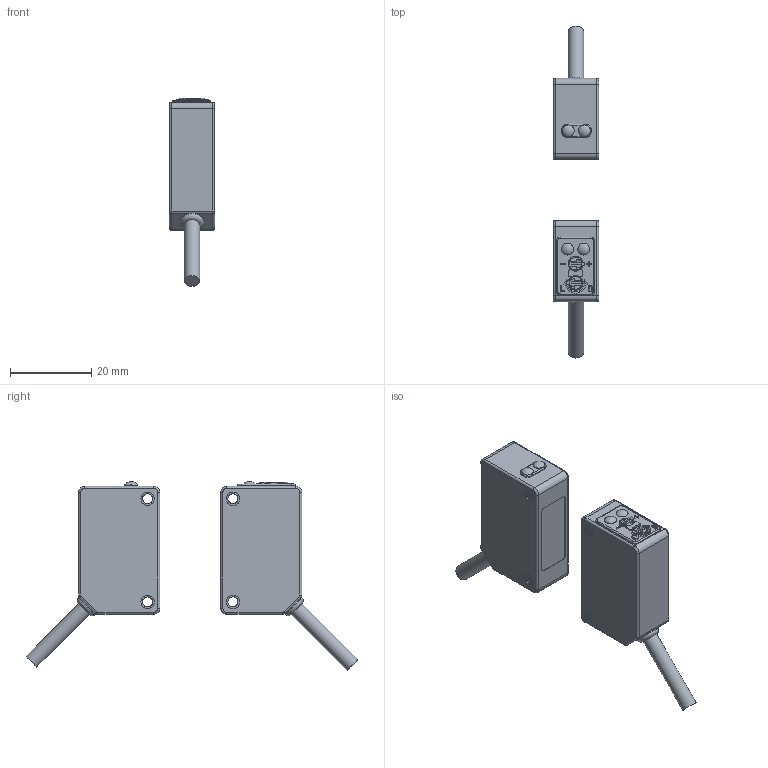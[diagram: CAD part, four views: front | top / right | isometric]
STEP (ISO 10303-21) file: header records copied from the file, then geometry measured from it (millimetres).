
FILE_DESCRIPTION(/* description */ (''),/* implementation_level */ '2;1');
FILE_NAME(/* name */ '',/* time_stamp */ '2021-09-08T13:29:24+08:00',/* author */ (''),/* organization */ (''),/* preprocessor_version */ 'ST-DEVELOPER v14',/* originating_system */ 'SIEMENS PLM Software NX 8.0',/* authorisation */ '');
FILE_SCHEMA (('AUTOMOTIVE_DESIGN { 1 0 10303 214 3 1 1 1 }'));
Products named in the file (1): Admi0094502B3jw2
Bounding box: 11.22 x 81.74 x 46.52 mm (x, y, z)
Volume: 14143.4 mm3; surface area: 5817.1 mm2
Topology: 3 solids, 3 shells, 301 faces, 739 edges, 468 vertices
Faces by surface type: plane 138, cylinder 90, bspline 34, torus 31, sphere 4, cone 4
Full cylindrical faces by diameter (mm): 2.5 x2, 2.957 x2, 3.3 x8, 3.8 x2, 5.8 x2
Entity records: 37065 total; most frequent: CARTESIAN_POINT 28343, ORIENTED_EDGE 1412, DIRECTION 1347, EDGE_CURVE 706, AXIS2_PLACEMENT_3D 501, VERTEX_POINT 459, EDGE_LOOP 361, LINE 345
